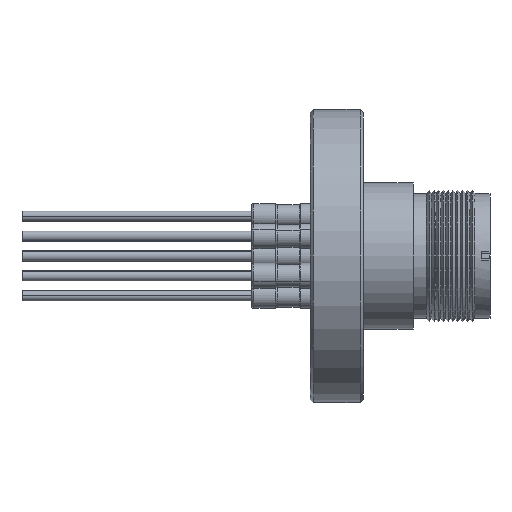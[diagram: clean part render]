
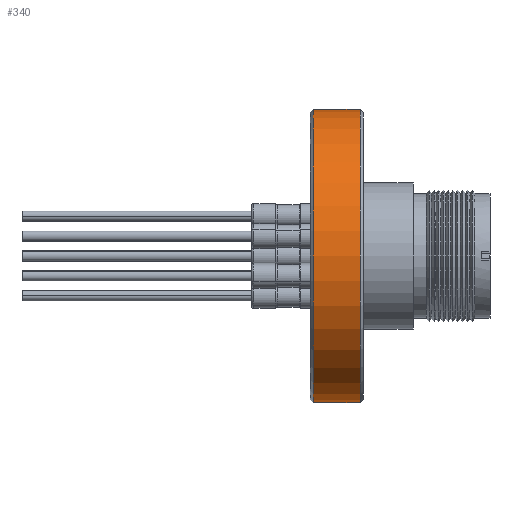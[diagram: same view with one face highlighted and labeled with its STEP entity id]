
A CAD part, left-side view. The second image highlights one B-rep face of the part: STEP entity #340.
In plain terms, the highlighted cylindrical face has radius 34.925 mm (diameter 69.85 mm), a partial arc.
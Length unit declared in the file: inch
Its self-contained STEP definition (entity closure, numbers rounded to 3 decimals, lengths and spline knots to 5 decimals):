
#340 = ADVANCED_FACE ( 'NONE', ( #3623 ), #3624, .T. ) ;
#731 = CARTESIAN_POINT ( 'NONE',  ( 0., 0., -1.375 ) ) ;
#751 = DIRECTION ( 'NONE',  ( 0., 1., 0. ) ) ;
#818 = DIRECTION ( 'NONE',  ( 0., 0., 1. ) ) ;
#821 = DIRECTION ( 'NONE',  ( 0., 1., 0. ) ) ;
#823 = CARTESIAN_POINT ( 'NONE',  ( 0., -1.14312, 0. ) ) ;
#908 = DIRECTION ( 'NONE',  ( 0., 0., 1. ) ) ;
#912 = DIRECTION ( 'NONE',  ( 0., 1., 0. ) ) ;
#925 = CARTESIAN_POINT ( 'NONE',  ( 0., -0.70312, 0. ) ) ;
#970 = CARTESIAN_POINT ( 'NONE',  ( 0., 0., 1.375 ) ) ;
#976 = DIRECTION ( 'NONE',  ( 0., 1., 0. ) ) ;
#1332 = CARTESIAN_POINT ( 'NONE',  ( 0., -1.14312, -1.375 ) ) ;
#1378 = CARTESIAN_POINT ( 'NONE',  ( 0., -1.14312, 1.375 ) ) ;
#2134 = CARTESIAN_POINT ( 'NONE',  ( 0., -0.70312, -1.375 ) ) ;
#2141 = CARTESIAN_POINT ( 'NONE',  ( 0., -0.70312, 1.375 ) ) ;
#3026 = AXIS2_PLACEMENT_3D ( 'NONE', #823, #821, #818 ) ;
#3036 = AXIS2_PLACEMENT_3D ( 'NONE', #925, #912, #908 ) ;
#3187 = AXIS2_PLACEMENT_3D ( 'NONE', #8269, #8273, #8303 ) ;
#3623 = FACE_OUTER_BOUND ( 'NONE', #5543, .T. ) ;
#3624 = CYLINDRICAL_SURFACE ( 'NONE', #3187, 1.375 ) ;
#4690 = EDGE_CURVE ( 'NONE', #5085, #5094, #11071, .T. ) ;
#4696 = EDGE_CURVE ( 'NONE', #5096, #5094, #11062, .T. ) ;
#4708 = EDGE_CURVE ( 'NONE', #5087, #5085, #11051, .T. ) ;
#4722 = EDGE_CURVE ( 'NONE', #5087, #5096, #11036, .T. ) ;
#5085 = VERTEX_POINT ( 'NONE', #1378 ) ;
#5087 = VERTEX_POINT ( 'NONE', #1332 ) ;
#5094 = VERTEX_POINT ( 'NONE', #2141 ) ;
#5096 = VERTEX_POINT ( 'NONE', #2134 ) ;
#5543 = EDGE_LOOP ( 'NONE', ( #7235, #7236, #7237, #7238 ) ) ;
#7235 = ORIENTED_EDGE ( 'NONE', *, *, #4722, .F. ) ;
#7236 = ORIENTED_EDGE ( 'NONE', *, *, #4708, .T. ) ;
#7237 = ORIENTED_EDGE ( 'NONE', *, *, #4690, .T. ) ;
#7238 = ORIENTED_EDGE ( 'NONE', *, *, #4696, .F. ) ;
#8269 = CARTESIAN_POINT ( 'NONE',  ( 0., 0., 0. ) ) ;
#8273 = DIRECTION ( 'NONE',  ( 0., 1., 0. ) ) ;
#8303 = DIRECTION ( 'NONE',  ( 0., 0., 1. ) ) ;
#11033 = VECTOR ( 'NONE', #751, 39.37008 ) ;
#11036 = LINE ( 'NONE', #731, #11033 ) ;
#11051 = CIRCLE ( 'NONE', #3026, 1.375 ) ;
#11062 = CIRCLE ( 'NONE', #3036, 1.375 ) ;
#11068 = VECTOR ( 'NONE', #976, 39.37008 ) ;
#11071 = LINE ( 'NONE', #970, #11068 ) ;
